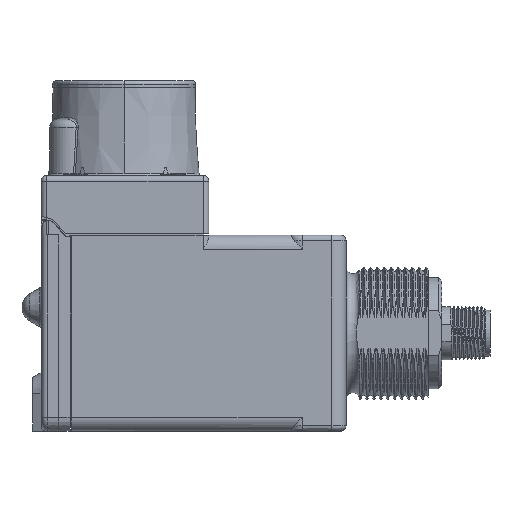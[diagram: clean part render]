
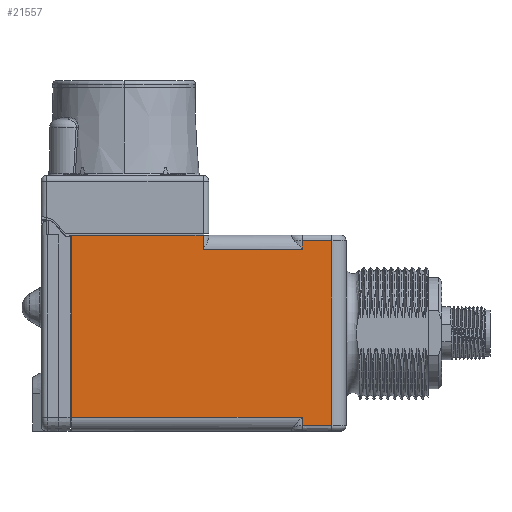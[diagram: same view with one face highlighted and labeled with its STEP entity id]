
A CAD part, left-side view. The second image highlights one B-rep face of the part: STEP entity #21557.
In plain terms, the highlighted planar face has unit normal (-1, 0, 0).
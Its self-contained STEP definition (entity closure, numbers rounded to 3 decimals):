
#234=DIRECTION('',(0.,1.,0.));
#235=VECTOR('',#234,29.84);
#236=CARTESIAN_POINT('',(-22.225,-27.05,22.225));
#237=LINE('',#236,#235);
#4572=DIRECTION('',(0.,0.,1.));
#4573=VECTOR('',#4572,41.27);
#4574=CARTESIAN_POINT('',(-22.225,2.79,-19.045));
#4575=LINE('',#4574,#4573);
#4576=DIRECTION('',(0.,0.,1.));
#4577=VECTOR('',#4576,3.18);
#4578=CARTESIAN_POINT('',(-22.225,-27.05,19.045));
#4579=LINE('',#4578,#4577);
#4580=DIRECTION('',(0.,0.,-1.));
#4581=VECTOR('',#4580,1.91);
#4582=CARTESIAN_POINT('',(-22.225,-49.53,
20.955));
#4583=LINE('',#4582,#4581);
#4584=CARTESIAN_POINT('',(-22.225,-49.53,
20.955));
#4585=CARTESIAN_POINT('',(-22.225,-49.897,
20.952));
#4586=CARTESIAN_POINT('',(-22.225,-50.665,
20.957));
#4587=CARTESIAN_POINT('',(-22.225,-51.916,
20.955));
#4588=CARTESIAN_POINT('',(-22.225,-53.259,
20.955));
#4589=CARTESIAN_POINT('',(-22.225,-54.698,
20.955));
#4590=CARTESIAN_POINT('',(-22.225,-55.728,20.955));
#4591=CARTESIAN_POINT('',(-22.225,-56.26,20.955));
#4593=DIRECTION('',(0.,0.,-1.));
#4594=VECTOR('',#4593,41.91);
#4595=CARTESIAN_POINT('',(-22.225,-56.26,20.955));
#4596=LINE('',#4595,#4594);
#4597=CARTESIAN_POINT('',(-22.225,-56.26,-20.955));
#4598=CARTESIAN_POINT('',(-22.225,-55.809,-20.955));
#4599=CARTESIAN_POINT('',(-22.225,-54.935,
-20.955));
#4600=CARTESIAN_POINT('',(-22.225,-53.704,
-20.955));
#4601=CARTESIAN_POINT('',(-22.225,-52.549,
-20.955));
#4602=CARTESIAN_POINT('',(-22.225,-51.467,
-20.954));
#4603=CARTESIAN_POINT('',(-22.225,-50.454,
-20.957));
#4604=CARTESIAN_POINT('',(-22.225,-49.83,
-20.953));
#4605=CARTESIAN_POINT('',(-22.225,-49.53,
-20.955));
#4607=DIRECTION('',(0.,0.,-1.));
#4608=VECTOR('',#4607,1.91);
#4609=CARTESIAN_POINT('',(-22.225,-49.53,-19.045));
#4610=LINE('',#4609,#4608);
#4636=DIRECTION('',(0.,1.,0.));
#4637=VECTOR('',#4636,22.48);
#4638=CARTESIAN_POINT('',(-22.225,-49.53,19.045));
#4639=LINE('',#4638,#4637);
#4863=DIRECTION('',(0.,-1.,0.));
#4864=VECTOR('',#4863,52.32);
#4865=CARTESIAN_POINT('',(-22.225,2.79,-19.045));
#4866=LINE('',#4865,#4864);
#4881=CARTESIAN_POINT('',(-22.225,-49.53,-19.045));
#14306=CARTESIAN_POINT('',(-22.225,2.79,-19.045));
#14307=CARTESIAN_POINT('',(-22.225,2.79,22.225));
#14308=VERTEX_POINT('',#14306);
#14309=VERTEX_POINT('',#14307);
#14374=CARTESIAN_POINT('',(-22.225,-56.26,20.955));
#14375=VERTEX_POINT('',#14374);
#14377=VERTEX_POINT('',#4584);
#14380=VERTEX_POINT('',#4597);
#14381=VERTEX_POINT('',#4605);
#14400=CARTESIAN_POINT('',(-22.225,-49.53,19.045));
#14401=VERTEX_POINT('',#14400);
#14405=VERTEX_POINT('',#4881);
#14442=CARTESIAN_POINT('',(-22.225,-27.05,22.225));
#14444=VERTEX_POINT('',#14442);
#14448=CARTESIAN_POINT('',(-22.225,-27.05,19.045));
#14449=VERTEX_POINT('',#14448);
#21532=CARTESIAN_POINT('',(-22.225,-59.44,-22.225));
#21533=DIRECTION('',(-1.,0.,0.));
#21534=DIRECTION('',(0.,0.,1.));
#21535=AXIS2_PLACEMENT_3D('',#21532,#21533,#21534);
#21536=PLANE('',#21535);
#21537=ORIENTED_EDGE('',*,*,#16342,.T.);
#21538=ORIENTED_EDGE('',*,*,#16111,.F.);
#21540=ORIENTED_EDGE('',*,*,#21539,.F.);
#21542=ORIENTED_EDGE('',*,*,#21541,.F.);
#21544=ORIENTED_EDGE('',*,*,#21543,.F.);
#21546=ORIENTED_EDGE('',*,*,#21545,.T.);
#21548=ORIENTED_EDGE('',*,*,#21547,.T.);
#21550=ORIENTED_EDGE('',*,*,#21549,.T.);
#21552=ORIENTED_EDGE('',*,*,#21551,.F.);
#21554=ORIENTED_EDGE('',*,*,#21553,.F.);
#21555=EDGE_LOOP('',(#21537,#21538,#21540,#21542,#21544,#21546,#21548,#21550,
#21552,#21554));
#21556=FACE_OUTER_BOUND('',#21555,.F.);
#21557=ADVANCED_FACE('',(#21556),#21536,.T.);
#4592=B_SPLINE_CURVE_WITH_KNOTS('',3,(#4584,#4585,#4586,#4587,#4588,#4589,#4590,
#4591),.UNSPECIFIED.,.F.,.F.,(4,1,1,1,1,4),(0.,0.2,0.4,0.6,0.8,1.),
.UNSPECIFIED.);
#4606=B_SPLINE_CURVE_WITH_KNOTS('',3,(#4597,#4598,#4599,#4600,#4601,#4602,#4603,
#4604,#4605),.UNSPECIFIED.,.F.,.F.,(4,1,1,1,1,1,4),(0.,0.167,
0.333,0.5,0.667,0.833,1.),
.UNSPECIFIED.);
#16111=EDGE_CURVE('',#14444,#14309,#237,.T.);
#16342=EDGE_CURVE('',#14308,#14309,#4575,.T.);
#21539=EDGE_CURVE('',#14449,#14444,#4579,.T.);
#21541=EDGE_CURVE('',#14401,#14449,#4639,.T.);
#21543=EDGE_CURVE('',#14377,#14401,#4583,.T.);
#21545=EDGE_CURVE('',#14377,#14375,#4592,.T.);
#21547=EDGE_CURVE('',#14375,#14380,#4596,.T.);
#21549=EDGE_CURVE('',#14380,#14381,#4606,.T.);
#21551=EDGE_CURVE('',#14405,#14381,#4610,.T.);
#21553=EDGE_CURVE('',#14308,#14405,#4866,.T.);
